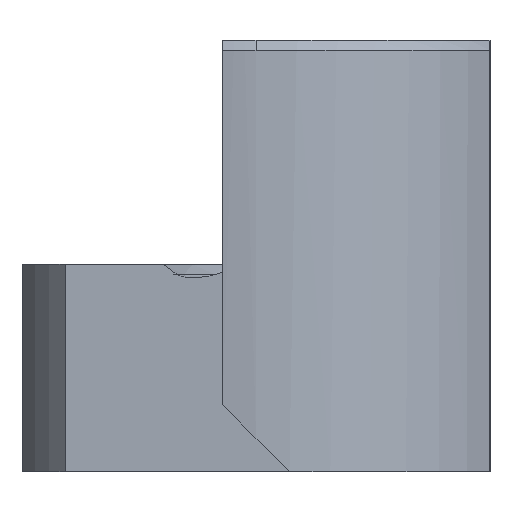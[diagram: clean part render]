
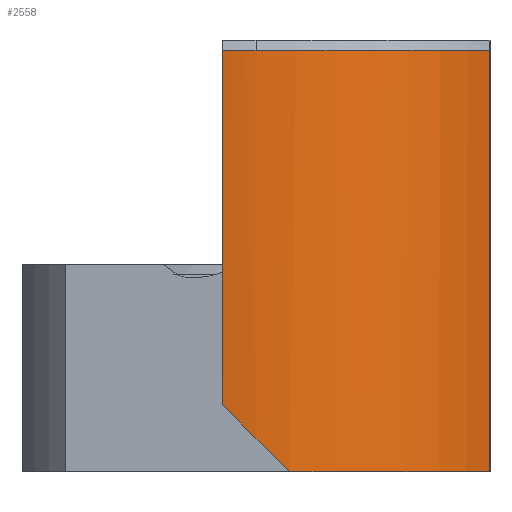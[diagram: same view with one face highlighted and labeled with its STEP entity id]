
A CAD part, left-side view. The second image highlights one B-rep face of the part: STEP entity #2558.
In plain terms, the highlighted cylindrical face has radius 4 mm (diameter 8 mm), a partial arc.
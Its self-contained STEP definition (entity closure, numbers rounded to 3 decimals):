
#10 = EDGE_CURVE ( 'NONE', #1231, #3317, #3058, .T. ) ;
#16 = DIRECTION ( 'NONE',  ( 0., 0., 1. ) ) ;
#140 = ORIENTED_EDGE ( 'NONE', *, *, #982, .F. ) ;
#155 = DIRECTION ( 'NONE',  ( 1., 0., 0. ) ) ;
#399 = ORIENTED_EDGE ( 'NONE', *, *, #3630, .F. ) ;
#403 = CARTESIAN_POINT ( 'NONE',  ( -3.969, 0.5, -3.3 ) ) ;
#458 = CARTESIAN_POINT ( 'NONE',  ( 0., 0., -6.45 ) ) ;
#596 = EDGE_CURVE ( 'NONE', #2327, #3145, #3067, .T. ) ;
#607 = ORIENTED_EDGE ( 'NONE', *, *, #596, .F. ) ;
#617 = EDGE_CURVE ( 'NONE', #3646, #2852, #3392, .T. ) ;
#648 = VECTOR ( 'NONE', #16, 1000. ) ;
#659 = CARTESIAN_POINT ( 'NONE',  ( 0., 0., -6.45 ) ) ;
#703 =( BOUNDED_CURVE ( )  B_SPLINE_CURVE ( 3, ( #2968, #2586, #2949, #3896 ),
 .UNSPECIFIED., .F., .T. ) 
 B_SPLINE_CURVE_WITH_KNOTS ( ( 4, 4 ),
 ( 4.587, 4.838 ),
 .UNSPECIFIED. ) 
 CURVE ( )  GEOMETRIC_REPRESENTATION_ITEM ( )  RATIONAL_B_SPLINE_CURVE ( ( 1., 0.995, 0.995, 1. ) ) 
 REPRESENTATION_ITEM ( '' )  );
#785 = AXIS2_PLACEMENT_3D ( 'NONE', #659, #1992, #1555 ) ;
#798 = CARTESIAN_POINT ( 'NONE',  ( 0., 0., -0.15 ) ) ;
#842 = DIRECTION ( 'NONE',  ( 0., 0., 1. ) ) ;
#982 = EDGE_CURVE ( 'NONE', #2852, #1231, #2864, .T. ) ;
#1217 = CARTESIAN_POINT ( 'NONE',  ( -3.969, -0.5, -6.45 ) ) ;
#1231 = VERTEX_POINT ( 'NONE', #2167 ) ;
#1388 = CARTESIAN_POINT ( 'NONE',  ( 0., 0., -0.15 ) ) ;
#1412 = AXIS2_PLACEMENT_3D ( 'NONE', #458, #842, #1500 ) ;
#1423 = VECTOR ( 'NONE', #3008, 1000. ) ;
#1500 = DIRECTION ( 'NONE',  ( 1., 0., 0. ) ) ;
#1549 = AXIS2_PLACEMENT_3D ( 'NONE', #1388, #3342, #2432 ) ;
#1555 = DIRECTION ( 'NONE',  ( 1., 0., 0. ) ) ;
#1954 = CARTESIAN_POINT ( 'NONE',  ( -3.969, 0.5, -0.15 ) ) ;
#1992 = DIRECTION ( 'NONE',  ( 0., 0., -1. ) ) ;
#2057 = LINE ( 'NONE', #2987, #1423 ) ;
#2144 = EDGE_LOOP ( 'NONE', ( #399, #607, #3588, #3010, #140, #4072 ) ) ;
#2167 = CARTESIAN_POINT ( 'NONE',  ( -4., 0., -0.15 ) ) ;
#2327 = VERTEX_POINT ( 'NONE', #3100 ) ;
#2431 = CARTESIAN_POINT ( 'NONE',  ( -1.936, -3.5, -0.15 ) ) ;
#2432 = DIRECTION ( 'NONE',  ( 1., 0., 0. ) ) ;
#2558 = ADVANCED_FACE ( 'NONE', ( #3096 ), #4080, .T. ) ;
#2586 = CARTESIAN_POINT ( 'NONE',  ( -4.011, -0.168, -6.118 ) ) ;
#2852 = VERTEX_POINT ( 'NONE', #1954 ) ;
#2864 = CIRCLE ( 'NONE', #3691, 4. ) ;
#2949 = CARTESIAN_POINT ( 'NONE',  ( -4.011, 0.168, -5.782 ) ) ;
#2968 = CARTESIAN_POINT ( 'NONE',  ( -3.969, -0.5, -6.45 ) ) ;
#2987 = CARTESIAN_POINT ( 'NONE',  ( -1.936, -3.5, -3.3 ) ) ;
#3008 = DIRECTION ( 'NONE',  ( 0., 0., -1. ) ) ;
#3010 = ORIENTED_EDGE ( 'NONE', *, *, #10, .F. ) ;
#3058 = CIRCLE ( 'NONE', #1549, 4. ) ;
#3067 = CIRCLE ( 'NONE', #785, 4. ) ;
#3096 = FACE_OUTER_BOUND ( 'NONE', #2144, .T. ) ;
#3100 = CARTESIAN_POINT ( 'NONE',  ( -1.936, -3.5, -6.45 ) ) ;
#3145 = VERTEX_POINT ( 'NONE', #1217 ) ;
#3306 = DIRECTION ( 'NONE',  ( 0., 0., 1. ) ) ;
#3317 = VERTEX_POINT ( 'NONE', #2431 ) ;
#3342 = DIRECTION ( 'NONE',  ( 0., 0., 1. ) ) ;
#3392 = LINE ( 'NONE', #403, #648 ) ;
#3588 = ORIENTED_EDGE ( 'NONE', *, *, #3739, .F. ) ;
#3591 = CARTESIAN_POINT ( 'NONE',  ( -3.969, 0.5, -5.45 ) ) ;
#3630 = EDGE_CURVE ( 'NONE', #3145, #3646, #703, .T. ) ;
#3646 = VERTEX_POINT ( 'NONE', #3591 ) ;
#3691 = AXIS2_PLACEMENT_3D ( 'NONE', #798, #3306, #155 ) ;
#3739 = EDGE_CURVE ( 'NONE', #3317, #2327, #2057, .T. ) ;
#3896 = CARTESIAN_POINT ( 'NONE',  ( -3.969, 0.5, -5.45 ) ) ;
#4072 = ORIENTED_EDGE ( 'NONE', *, *, #617, .F. ) ;
#4080 = CYLINDRICAL_SURFACE ( 'NONE', #1412, 4. ) ;
